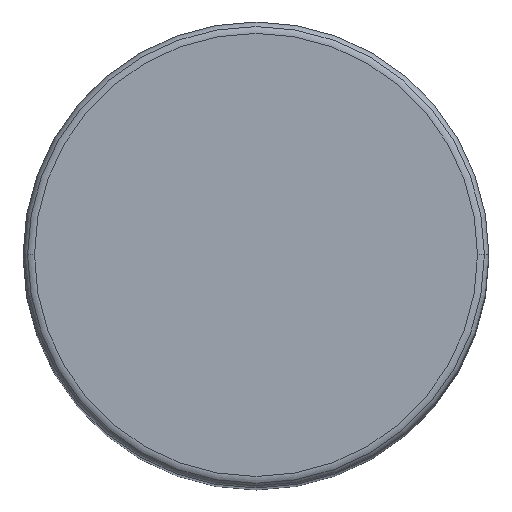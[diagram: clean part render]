
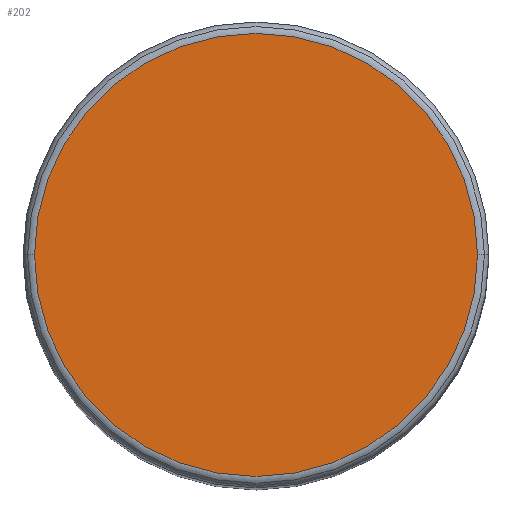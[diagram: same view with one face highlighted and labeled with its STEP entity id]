
A CAD part, top view. The second image highlights one B-rep face of the part: STEP entity #202.
In plain terms, the highlighted planar face has unit normal (0, 0, 1).
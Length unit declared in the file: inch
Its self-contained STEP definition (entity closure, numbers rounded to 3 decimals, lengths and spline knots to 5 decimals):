
#87 = CIRCLE ( 'NONE', #1595, 0.97 ) ;
#93 = CIRCLE ( 'NONE', #3115, 0.97 ) ;
#202 = ADVANCED_FACE ( 'NONE', ( #2019 ), #564, .T. ) ;
#235 = EDGE_CURVE ( 'NONE', #2105, #2104, #87, .T. ) ;
#348 = EDGE_CURVE ( 'NONE', #2104, #2105, #93, .T. ) ;
#564 = PLANE ( 'NONE',  #2024 ) ;
#565 = CARTESIAN_POINT ( 'NONE',  ( 0., 0., 5.6 ) ) ;
#566 = DIRECTION ( 'NONE',  ( 0., 0., 1. ) ) ;
#567 = DIRECTION ( 'NONE',  ( 1., 0., 0. ) ) ;
#1092 = CARTESIAN_POINT ( 'NONE',  ( 0., 0., 5.6 ) ) ;
#1093 = DIRECTION ( 'NONE',  ( 0., 0., 1. ) ) ;
#1094 = DIRECTION ( 'NONE',  ( 1., 0., 0. ) ) ;
#1595 = AXIS2_PLACEMENT_3D ( 'NONE', #1092, #1093, #1094 ) ;
#1666 = CARTESIAN_POINT ( 'NONE',  ( 0., 0., 5.6 ) ) ;
#1667 = DIRECTION ( 'NONE',  ( 0., 0., 1. ) ) ;
#1668 = DIRECTION ( 'NONE',  ( 1., 0., 0. ) ) ;
#1821 = CARTESIAN_POINT ( 'NONE',  ( 0.97, 0., 5.6 ) ) ;
#1822 = CARTESIAN_POINT ( 'NONE',  ( -0.97, 0., 5.6 ) ) ;
#2019 = FACE_OUTER_BOUND ( 'NONE', #2212, .T. ) ;
#2024 = AXIS2_PLACEMENT_3D ( 'NONE', #565, #566, #567 ) ;
#2104 = VERTEX_POINT ( 'NONE', #1821 ) ;
#2105 = VERTEX_POINT ( 'NONE', #1822 ) ;
#2212 = EDGE_LOOP ( 'NONE', ( #2266, #2265 ) ) ;
#2265 = ORIENTED_EDGE ( 'NONE', *, *, #235, .T. ) ;
#2266 = ORIENTED_EDGE ( 'NONE', *, *, #348, .T. ) ;
#3115 = AXIS2_PLACEMENT_3D ( 'NONE', #1666, #1667, #1668 ) ;
